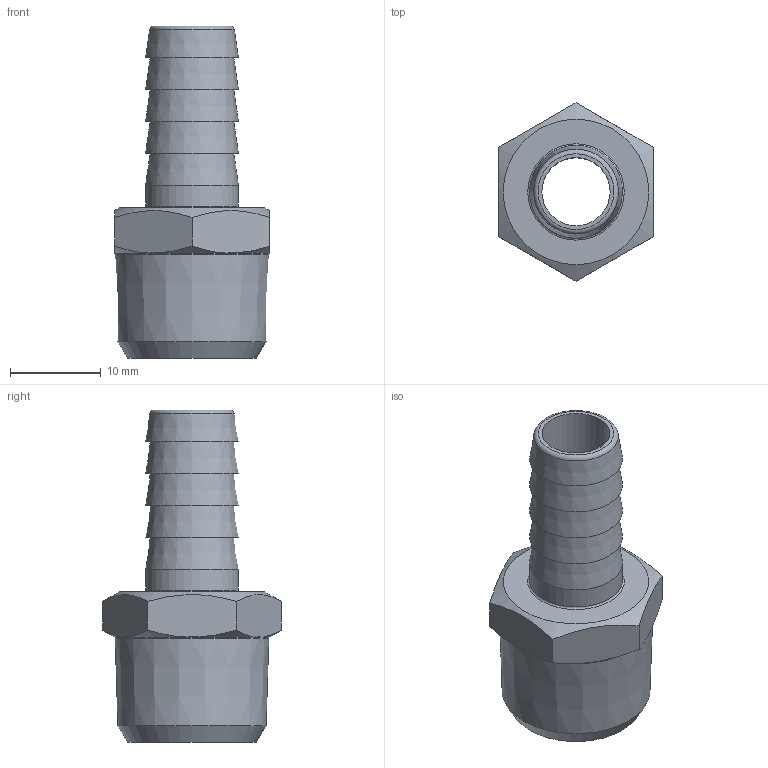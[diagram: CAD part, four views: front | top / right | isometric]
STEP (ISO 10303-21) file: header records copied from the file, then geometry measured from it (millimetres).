
FILE_DESCRIPTION(( 'RA.30C10.38.STP' ), '1');
FILE_NAME( 'RA.30C10.38.STP', '2018-10-11T15:15:49',( 'Sopra'),('sopra-pneumatic.com'), 'SwSTEP 2.0','SolidWorks 2009','' );
FILE_SCHEMA (('AUTOMOTIVE_DESIGN { 1 0 10303 214 1 1 1 1 }'));
Length unit declared in the file: millimetre
Products named in the file (2): Root; 30414
Assembly tree (1 placements, depth 2):
  Root
    30414
Bounding box: 17 x 19.63 x 36.5 mm (x, y, z)
Volume: 2747.4 mm3; surface area: 2868.9 mm2
Topology: 1 solids, 1 shells, 30 faces, 62 edges, 40 vertices
Faces by surface type: plane 13, cone 11, cylinder 4, torus 2
Full cylindrical faces by diameter (mm): 7.5 x1, 10.2 x1, 11.5 x1, 16.893 x1
Entity records: 1136 total; most frequent: DIRECTION 140, CARTESIAN_POINT 109, PRESENTATION_STYLE_ASSIGNMENT 83, COLOUR_RGB 83, DRAUGHTING_PRE_DEFINED_CURVE_FONT 82, CURVE_STYLE 82, OVER_RIDING_STYLED_ITEM 82, ORIENTED_EDGE 82
